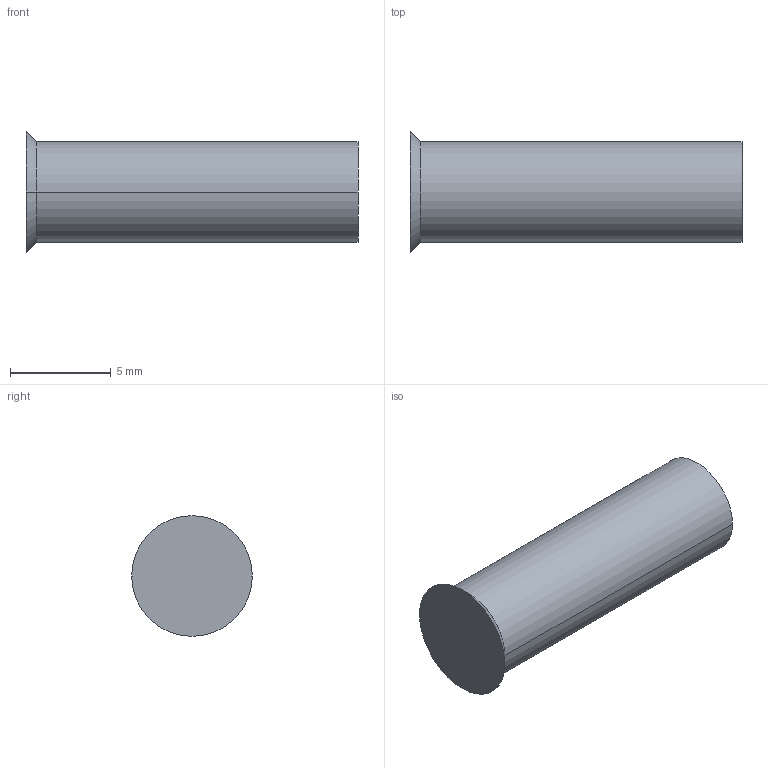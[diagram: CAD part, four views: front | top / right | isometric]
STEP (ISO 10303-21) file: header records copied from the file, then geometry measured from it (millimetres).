
FILE_DESCRIPTION (( 'STEP AP203' ), '1' );
FILE_NAME ('010719~1.STEP', '2023-08-29T12:20:27', ( '' ), ( '' ), 'SwSTEP 2.0', 'SolidWorks 2016', '' );
FILE_SCHEMA (( 'CONFIG_CONTROL_DESIGN' ));
Length unit declared in the file: millimetre
Products named in the file (1): 010719~1
Bounding box: 16.5 x 6 x 6 mm (x, y, z)
Volume: 322.9 mm3; surface area: 312.9 mm2
Topology: 1 solids, 1 shells, 8 faces, 16 edges, 9 vertices
Faces by surface type: cone 4, cylinder 2, plane 2
Entity records: 275 total; most frequent: DIRECTION 40, CARTESIAN_POINT 32, ORIENTED_EDGE 28, AXIS2_PLACEMENT_3D 17, EDGE_CURVE 14, VERTEX_POINT 9, EDGE_LOOP 9, CIRCLE 8
